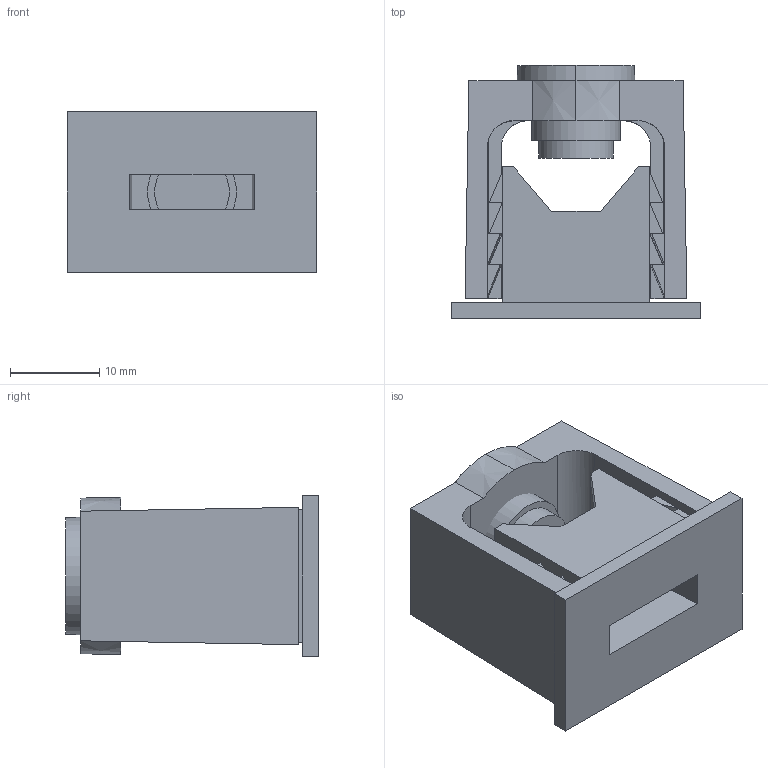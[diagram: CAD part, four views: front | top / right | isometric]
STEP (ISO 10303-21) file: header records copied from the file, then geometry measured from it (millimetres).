
FILE_DESCRIPTION (( 'STEP AP214' ), '1' );
FILE_NAME ('2105012.stp', '2016-07-15T07:09:30', ( '' ), ( '' ), 'SwSTEP 2.0', 'SolidWorks 2014', '' );
FILE_SCHEMA (( 'AUTOMOTIVE_DESIGN' ));
Length unit declared in the file: millimetre
Products named in the file (5): ES120-01-02_min; ES120-01-03_Standard; ES120-01-02-02; ES120-01-01_Standard; 2105012
Assembly tree (4 placements, depth 3):
  2105012
    ES120-01-01_Standard
    ES120-01-02_min
      ES120-01-02-02
      ES120-01-03_Standard
Bounding box: 28 x 28.4 x 18 mm (x, y, z)
Volume: 6216.6 mm3; surface area: 6278.6 mm2
Topology: 3 solids, 3 shells, 119 faces, 287 edges, 180 vertices
Faces by surface type: plane 96, cylinder 14, cone 7, torus 2
Entity records: 3621 total; most frequent: CARTESIAN_POINT 694, ORIENTED_EDGE 574, DIRECTION 555, EDGE_CURVE 287, LINE 233, VECTOR 233, VERTEX_POINT 180, AXIS2_PLACEMENT_3D 161
